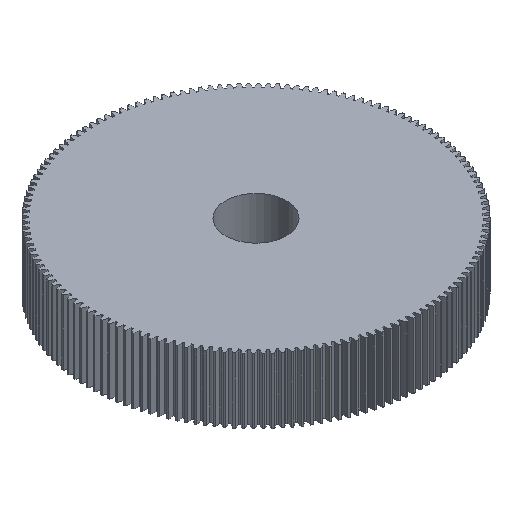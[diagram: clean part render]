
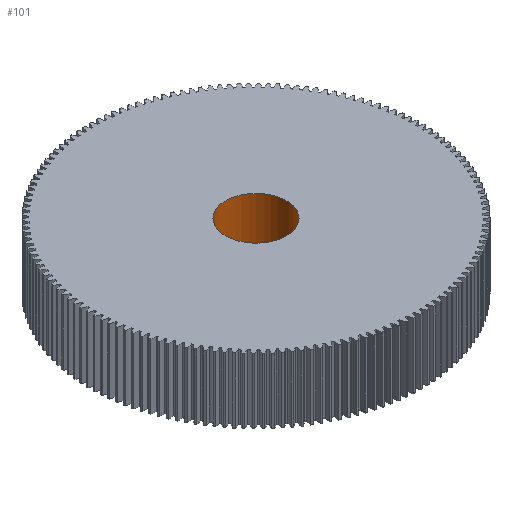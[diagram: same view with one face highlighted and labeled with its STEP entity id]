
A CAD part, isometric view. The second image highlights one B-rep face of the part: STEP entity #101.
In plain terms, the highlighted cylindrical face has radius 14 mm (diameter 28 mm), a full revolution.
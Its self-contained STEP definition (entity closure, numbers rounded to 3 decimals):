
#51=CARTESIAN_POINT('',(0.,0.,30.));
#52=DIRECTION('',(-0.996,-0.084,0.));
#53=DIRECTION('',(0.,0.,-1.));
#54=AXIS2_PLACEMENT_3D('',#51,#53,#52);
#55=CYLINDRICAL_SURFACE('',#54,14.);
#56=CARTESIAN_POINT('',(13.951,1.171,0.));
#57=VERTEX_POINT('',#56);
#58=CARTESIAN_POINT('',(-13.951,-1.171,0.));
#59=VERTEX_POINT('',#58);
#60=CARTESIAN_POINT('',(0.,0.,0.));
#61=DIRECTION('',(0.996,0.084,0.));
#62=DIRECTION('',(-0.,0.,-1.));
#63=AXIS2_PLACEMENT_3D('',#60,#62,#61);
#64=CIRCLE('',#63,14.);
#65=EDGE_CURVE('',#57,#59,#64,.T.);
#66=ORIENTED_EDGE('E1',*,*,#65,.F.);
#67=CARTESIAN_POINT('',(0.,0.,0.));
#68=DIRECTION('',(-0.996,-0.084,0.));
#69=DIRECTION('',(0.,0.,-1.));
#70=AXIS2_PLACEMENT_3D('',#67,#69,#68);
#71=CIRCLE('',#70,14.);
#72=EDGE_CURVE('',#59,#57,#71,.T.);
#73=ORIENTED_EDGE('E2',*,*,#72,.F.);
#74=CARTESIAN_POINT('',(-13.951,-1.171,30.));
#75=VERTEX_POINT('',#74);
#76=CARTESIAN_POINT('',(-13.951,-1.171,0.));
#77=DIRECTION('',(0.,0.,1.));
#78=VECTOR('',#77,30.);
#79=LINE('',#76,#78);
#80=EDGE_CURVE('',#59,#75,#79,.T.);
#81=ORIENTED_EDGE('E3',*,*,#80,.T.);
#82=CARTESIAN_POINT('',(13.951,1.171,30.));
#83=VERTEX_POINT('',#82);
#84=CARTESIAN_POINT('',(0.,0.,30.));
#85=DIRECTION('',(0.996,0.084,0.));
#86=DIRECTION('',(0.,0.,1.));
#87=AXIS2_PLACEMENT_3D('',#84,#86,#85);
#88=CIRCLE('',#87,14.);
#89=EDGE_CURVE('',#83,#75,#88,.T.);
#90=ORIENTED_EDGE('E4',*,*,#89,.F.);
#91=CARTESIAN_POINT('',(0.,0.,30.));
#92=DIRECTION('',(-0.996,-0.084,0.));
#93=DIRECTION('',(-0.,0.,1.));
#94=AXIS2_PLACEMENT_3D('',#91,#93,#92);
#95=CIRCLE('',#94,14.);
#96=EDGE_CURVE('',#75,#83,#95,.T.);
#97=ORIENTED_EDGE('E5',*,*,#96,.F.);
#98=ORIENTED_EDGE('E5',*,*,#80,.F.);
#99=EDGE_LOOP('',(#66,#73,#81,#90,#97,#98));
#100=FACE_OUTER_BOUND('',#99,.F.);
#101=ADVANCED_FACE('F1',(#100),#55,.F.);
